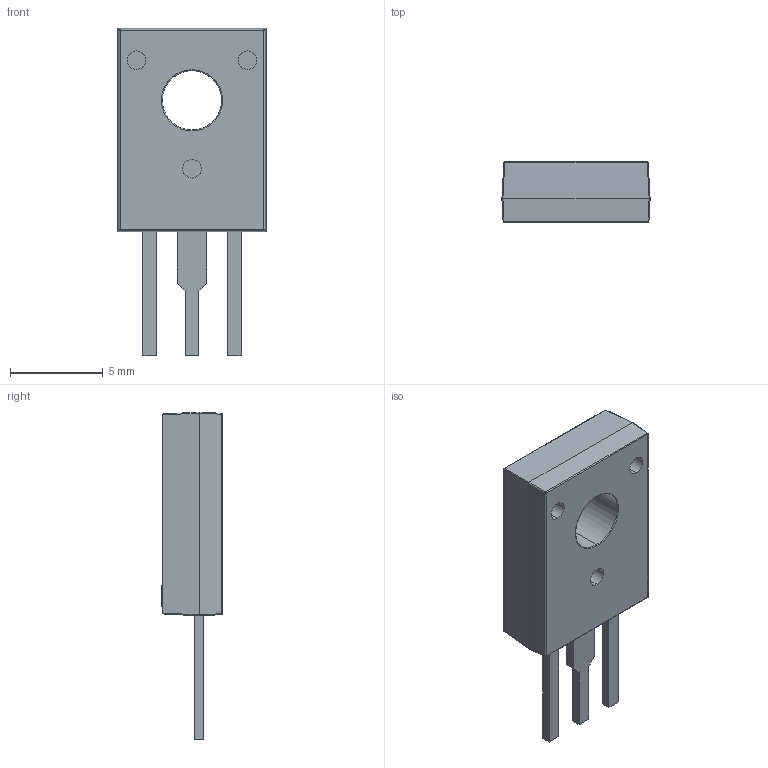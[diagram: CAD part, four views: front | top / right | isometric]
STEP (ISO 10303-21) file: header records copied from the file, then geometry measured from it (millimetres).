
FILE_DESCRIPTION (( 'STEP AP214' ), '1' );
FILE_NAME ('TO-126_L8.0-W3.3-H11.0-P2.29.step', '2022-08-01T12:43:48', ( '' ), ( '' ), 'SwSTEP 2.0', 'SolidWorks 2020', '' );
FILE_SCHEMA (( 'AUTOMOTIVE_DESIGN' ));
Length unit declared in the file: millimetre
Products named in the file (1): TO-126_L8.0-W3.3-H11.0-P2.29
Bounding box: 8 x 3.26 x 17.7 mm (x, y, z)
Volume: 260.8 mm3; surface area: 522.4 mm2
Topology: 2 solids, 2 shells, 316 faces, 836 edges, 540 vertices
Faces by surface type: plane 170, bspline 98, cylinder 36, sphere 8, torus 4
Entity records: 13675 total; most frequent: CARTESIAN_POINT 3003, ORIENTED_EDGE 1656, DIRECTION 1134, EDGE_CURVE 828, LINE 552, VECTOR 552, VERTEX_POINT 540, EDGE_LOOP 344
